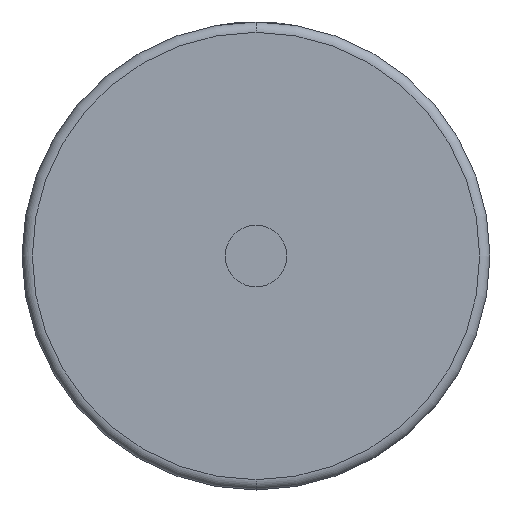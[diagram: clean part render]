
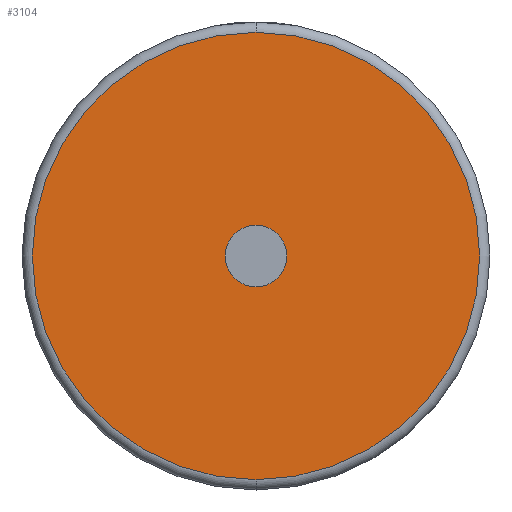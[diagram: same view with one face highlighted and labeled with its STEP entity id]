
A CAD part, front view. The second image highlights one B-rep face of the part: STEP entity #3104.
In plain terms, the highlighted planar face has unit normal (0, -1, 0).
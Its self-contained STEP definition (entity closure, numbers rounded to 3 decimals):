
#72 = FACE_OUTER_BOUND ( 'NONE', #1629, .T. ) ;
#202 = CARTESIAN_POINT ( 'NONE',  ( 0., 0., 43.5 ) ) ;
#408 = ORIENTED_EDGE ( 'NONE', *, *, #2786, .F. ) ;
#410 = CIRCLE ( 'NONE', #3529, 43.5 ) ;
#416 = DIRECTION ( 'NONE',  ( 0., -1., 0. ) ) ;
#458 = AXIS2_PLACEMENT_3D ( 'NONE', #3336, #1909, #3322 ) ;
#514 = DIRECTION ( 'NONE',  ( 0., -1., 0. ) ) ;
#554 = DIRECTION ( 'NONE',  ( 0., 0., 1. ) ) ;
#613 = CIRCLE ( 'NONE', #2174, 43.5 ) ;
#687 = CARTESIAN_POINT ( 'NONE',  ( 0., 0., 0. ) ) ;
#722 = CIRCLE ( 'NONE', #458, 6. ) ;
#798 = PLANE ( 'NONE',  #3205 ) ;
#995 = VERTEX_POINT ( 'NONE', #202 ) ;
#1076 = CARTESIAN_POINT ( 'NONE',  ( 0., 0., 0. ) ) ;
#1292 = CARTESIAN_POINT ( 'NONE',  ( 0., 0., 6. ) ) ;
#1525 = ORIENTED_EDGE ( 'NONE', *, *, #2958, .F. ) ;
#1552 = CARTESIAN_POINT ( 'NONE',  ( 0., 0., -6. ) ) ;
#1629 = EDGE_LOOP ( 'NONE', ( #2117, #2299 ) ) ;
#1831 = DIRECTION ( 'NONE',  ( 0., 0., 1. ) ) ;
#1909 = DIRECTION ( 'NONE',  ( 0., -1., 0. ) ) ;
#1936 = DIRECTION ( 'NONE',  ( 0., 0., 1. ) ) ;
#2117 = ORIENTED_EDGE ( 'NONE', *, *, #3002, .T. ) ;
#2166 = DIRECTION ( 'NONE',  ( 0., 0., 1. ) ) ;
#2174 = AXIS2_PLACEMENT_3D ( 'NONE', #3080, #514, #1936 ) ;
#2222 = DIRECTION ( 'NONE',  ( 0., -1., 0. ) ) ;
#2299 = ORIENTED_EDGE ( 'NONE', *, *, #3513, .T. ) ;
#2302 = FACE_BOUND ( 'NONE', #2489, .T. ) ;
#2484 = CARTESIAN_POINT ( 'NONE',  ( 0., 0., -43.5 ) ) ;
#2489 = EDGE_LOOP ( 'NONE', ( #408, #1525 ) ) ;
#2537 = DIRECTION ( 'NONE',  ( 0., 1., 0. ) ) ;
#2539 = AXIS2_PLACEMENT_3D ( 'NONE', #687, #416, #1831 ) ;
#2574 = VERTEX_POINT ( 'NONE', #1292 ) ;
#2786 = EDGE_CURVE ( 'NONE', #2574, #2823, #3586, .T. ) ;
#2823 = VERTEX_POINT ( 'NONE', #1552 ) ;
#2958 = EDGE_CURVE ( 'NONE', #2823, #2574, #722, .T. ) ;
#3002 = EDGE_CURVE ( 'NONE', #995, #3159, #410, .T. ) ;
#3080 = CARTESIAN_POINT ( 'NONE',  ( 0., 0., 0. ) ) ;
#3104 = ADVANCED_FACE ( 'NONE', ( #72, #2302 ), #798, .F. ) ;
#3159 = VERTEX_POINT ( 'NONE', #2484 ) ;
#3205 = AXIS2_PLACEMENT_3D ( 'NONE', #1076, #2537, #554 ) ;
#3322 = DIRECTION ( 'NONE',  ( 0., 0., 1. ) ) ;
#3336 = CARTESIAN_POINT ( 'NONE',  ( 0., 0., 0. ) ) ;
#3513 = EDGE_CURVE ( 'NONE', #3159, #995, #613, .T. ) ;
#3529 = AXIS2_PLACEMENT_3D ( 'NONE', #3614, #2222, #2166 ) ;
#3586 = CIRCLE ( 'NONE', #2539, 6. ) ;
#3614 = CARTESIAN_POINT ( 'NONE',  ( 0., 0., 0. ) ) ;
